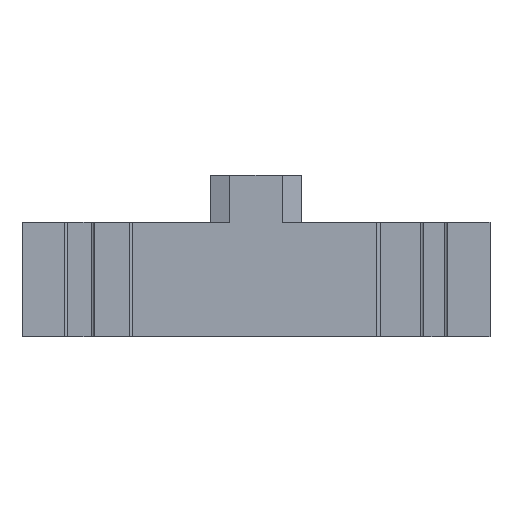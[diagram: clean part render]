
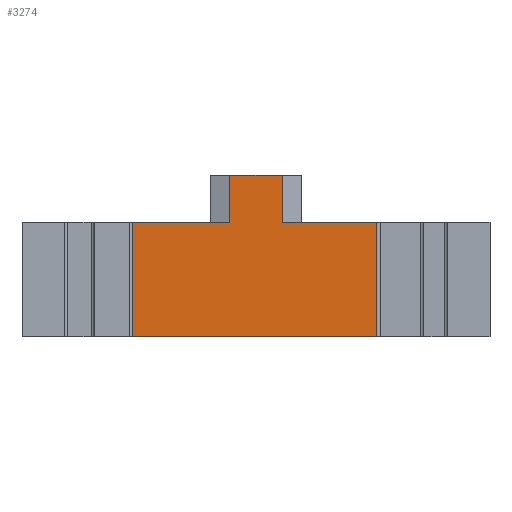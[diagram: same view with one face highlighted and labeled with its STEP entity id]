
A CAD part, front view. The second image highlights one B-rep face of the part: STEP entity #3274.
In plain terms, the highlighted planar face has unit normal (0, -1, 0).
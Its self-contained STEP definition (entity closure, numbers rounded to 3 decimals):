
#32 = PLANE('',#33);
#33 = AXIS2_PLACEMENT_3D('',#34,#35,#36);
#34 = CARTESIAN_POINT('',(15.9,-20.,-5.5));
#35 = DIRECTION('',(0.,0.,-1.));
#36 = DIRECTION('',(-1.,0.,0.));
#291 = VERTEX_POINT('',#292);
#292 = CARTESIAN_POINT('',(8.2,-19.9,-5.5));
#311 = CYLINDRICAL_SURFACE('',#312,0.2);
#312 = AXIS2_PLACEMENT_3D('',#313,#314,#315);
#313 = CARTESIAN_POINT('',(8.4,-19.9,-7.7));
#314 = DIRECTION('',(0.,0.,1.));
#315 = DIRECTION('',(0.,1.,0.));
#323 = EDGE_CURVE('',#324,#291,#326,.T.);
#324 = VERTEX_POINT('',#325);
#325 = CARTESIAN_POINT('',(-8.4,-19.9,-5.5));
#326 = SURFACE_CURVE('',#327,(#331,#338),.PCURVE_S1.);
#327 = LINE('',#328,#329);
#328 = CARTESIAN_POINT('',(12.,-19.9,-5.5));
#329 = VECTOR('',#330,1.);
#330 = DIRECTION('',(1.,0.,0.));
#331 = PCURVE('',#32,#332);
#332 = DEFINITIONAL_REPRESENTATION('',(#333),#337);
#333 = LINE('',#334,#335);
#334 = CARTESIAN_POINT('',(3.9,0.1));
#335 = VECTOR('',#336,1.);
#336 = DIRECTION('',(-1.,0.));
#337 = ( GEOMETRIC_REPRESENTATION_CONTEXT(2) 
PARAMETRIC_REPRESENTATION_CONTEXT() REPRESENTATION_CONTEXT('2D SPACE',''
  ) );
#338 = PCURVE('',#339,#344);
#339 = PLANE('',#340);
#340 = AXIS2_PLACEMENT_3D('',#341,#342,#343);
#341 = CARTESIAN_POINT('',(8.,-19.9,-7.7));
#342 = DIRECTION('',(0.,1.,0.));
#343 = DIRECTION('',(0.,0.,1.));
#344 = DEFINITIONAL_REPRESENTATION('',(#345),#349);
#345 = LINE('',#346,#347);
#346 = CARTESIAN_POINT('',(2.2,4.));
#347 = VECTOR('',#348,1.);
#348 = DIRECTION('',(0.,1.));
#349 = ( GEOMETRIC_REPRESENTATION_CONTEXT(2) 
PARAMETRIC_REPRESENTATION_CONTEXT() REPRESENTATION_CONTEXT('2D SPACE',''
  ) );
#367 = PLANE('',#368);
#368 = AXIS2_PLACEMENT_3D('',#369,#370,#371);
#369 = CARTESIAN_POINT('',(-8.4,-19.1,2.3));
#370 = DIRECTION('',(-1.,0.,0.));
#371 = DIRECTION('',(0.,-1.,0.));
#2603 = PLANE('',#2604);
#2604 = AXIS2_PLACEMENT_3D('',#2605,#2606,#2607);
#2605 = CARTESIAN_POINT('',(-15.9,-20.,2.3));
#2606 = DIRECTION('',(0.,0.,1.));
#2607 = DIRECTION('',(1.,0.,-0.));
#3229 = VERTEX_POINT('',#3230);
#3230 = CARTESIAN_POINT('',(8.2,-19.9,2.3));
#3254 = EDGE_CURVE('',#291,#3229,#3255,.T.);
#3255 = SURFACE_CURVE('',#3256,(#3260,#3267),.PCURVE_S1.);
#3256 = LINE('',#3257,#3258);
#3257 = CARTESIAN_POINT('',(8.2,-19.9,-7.7));
#3258 = VECTOR('',#3259,1.);
#3259 = DIRECTION('',(0.,0.,1.));
#3260 = PCURVE('',#311,#3261);
#3261 = DEFINITIONAL_REPRESENTATION('',(#3262),#3266);
#3262 = LINE('',#3263,#3264);
#3263 = CARTESIAN_POINT('',(7.854,0.));
#3264 = VECTOR('',#3265,1.);
#3265 = DIRECTION('',(0.,1.));
#3266 = ( GEOMETRIC_REPRESENTATION_CONTEXT(2) 
PARAMETRIC_REPRESENTATION_CONTEXT() REPRESENTATION_CONTEXT('2D SPACE',''
  ) );
#3267 = PCURVE('',#339,#3268);
#3268 = DEFINITIONAL_REPRESENTATION('',(#3269),#3273);
#3269 = LINE('',#3270,#3271);
#3270 = CARTESIAN_POINT('',(0.,0.2));
#3271 = VECTOR('',#3272,1.);
#3272 = DIRECTION('',(1.,0.));
#3273 = ( GEOMETRIC_REPRESENTATION_CONTEXT(2) 
PARAMETRIC_REPRESENTATION_CONTEXT() REPRESENTATION_CONTEXT('2D SPACE',''
  ) );
#3274 = ADVANCED_FACE('',(#3275),#339,.F.);
#3275 = FACE_BOUND('',#3276,.F.);
#3276 = EDGE_LOOP('',(#3277,#3278,#3301,#3329,#3357,#3385,#3413,#3434));
#3277 = ORIENTED_EDGE('',*,*,#323,.F.);
#3278 = ORIENTED_EDGE('',*,*,#3279,.T.);
#3279 = EDGE_CURVE('',#324,#3280,#3282,.T.);
#3280 = VERTEX_POINT('',#3281);
#3281 = CARTESIAN_POINT('',(-8.4,-19.9,2.3));
#3282 = SURFACE_CURVE('',#3283,(#3287,#3294),.PCURVE_S1.);
#3283 = LINE('',#3284,#3285);
#3284 = CARTESIAN_POINT('',(-8.4,-19.9,-1.6));
#3285 = VECTOR('',#3286,1.);
#3286 = DIRECTION('',(0.,-0.,1.));
#3287 = PCURVE('',#339,#3288);
#3288 = DEFINITIONAL_REPRESENTATION('',(#3289),#3293);
#3289 = LINE('',#3290,#3291);
#3290 = CARTESIAN_POINT('',(6.1,-16.4));
#3291 = VECTOR('',#3292,1.);
#3292 = DIRECTION('',(1.,0.));
#3293 = ( GEOMETRIC_REPRESENTATION_CONTEXT(2) 
PARAMETRIC_REPRESENTATION_CONTEXT() REPRESENTATION_CONTEXT('2D SPACE',''
  ) );
#3294 = PCURVE('',#367,#3295);
#3295 = DEFINITIONAL_REPRESENTATION('',(#3296),#3300);
#3296 = LINE('',#3297,#3298);
#3297 = CARTESIAN_POINT('',(0.8,-3.9));
#3298 = VECTOR('',#3299,1.);
#3299 = DIRECTION('',(0.,1.));
#3300 = ( GEOMETRIC_REPRESENTATION_CONTEXT(2) 
PARAMETRIC_REPRESENTATION_CONTEXT() REPRESENTATION_CONTEXT('2D SPACE',''
  ) );
#3301 = ORIENTED_EDGE('',*,*,#3302,.F.);
#3302 = EDGE_CURVE('',#3303,#3280,#3305,.T.);
#3303 = VERTEX_POINT('',#3304);
#3304 = CARTESIAN_POINT('',(-1.8,-19.9,2.3));
#3305 = SURFACE_CURVE('',#3306,(#3310,#3317),.PCURVE_S1.);
#3306 = LINE('',#3307,#3308);
#3307 = CARTESIAN_POINT('',(12.8,-19.9,2.3));
#3308 = VECTOR('',#3309,1.);
#3309 = DIRECTION('',(-1.,0.,0.));
#3310 = PCURVE('',#339,#3311);
#3311 = DEFINITIONAL_REPRESENTATION('',(#3312),#3316);
#3312 = LINE('',#3313,#3314);
#3313 = CARTESIAN_POINT('',(10.,4.8));
#3314 = VECTOR('',#3315,1.);
#3315 = DIRECTION('',(0.,-1.));
#3316 = ( GEOMETRIC_REPRESENTATION_CONTEXT(2) 
PARAMETRIC_REPRESENTATION_CONTEXT() REPRESENTATION_CONTEXT('2D SPACE',''
  ) );
#3317 = PCURVE('',#3318,#3323);
#3318 = PLANE('',#3319);
#3319 = AXIS2_PLACEMENT_3D('',#3320,#3321,#3322);
#3320 = CARTESIAN_POINT('',(-15.9,-20.,2.3));
#3321 = DIRECTION('',(0.,0.,1.));
#3322 = DIRECTION('',(1.,0.,-0.));
#3323 = DEFINITIONAL_REPRESENTATION('',(#3324),#3328);
#3324 = LINE('',#3325,#3326);
#3325 = CARTESIAN_POINT('',(28.7,0.1));
#3326 = VECTOR('',#3327,1.);
#3327 = DIRECTION('',(-1.,0.));
#3328 = ( GEOMETRIC_REPRESENTATION_CONTEXT(2) 
PARAMETRIC_REPRESENTATION_CONTEXT() REPRESENTATION_CONTEXT('2D SPACE',''
  ) );
#3329 = ORIENTED_EDGE('',*,*,#3330,.F.);
#3330 = EDGE_CURVE('',#3331,#3303,#3333,.T.);
#3331 = VERTEX_POINT('',#3332);
#3332 = CARTESIAN_POINT('',(-1.8,-19.9,5.5));
#3333 = SURFACE_CURVE('',#3334,(#3338,#3345),.PCURVE_S1.);
#3334 = LINE('',#3335,#3336);
#3335 = CARTESIAN_POINT('',(-1.8,-19.9,2.3));
#3336 = VECTOR('',#3337,1.);
#3337 = DIRECTION('',(0.,0.,-1.));
#3338 = PCURVE('',#339,#3339);
#3339 = DEFINITIONAL_REPRESENTATION('',(#3340),#3344);
#3340 = LINE('',#3341,#3342);
#3341 = CARTESIAN_POINT('',(10.,-9.8));
#3342 = VECTOR('',#3343,1.);
#3343 = DIRECTION('',(-1.,0.));
#3344 = ( GEOMETRIC_REPRESENTATION_CONTEXT(2) 
PARAMETRIC_REPRESENTATION_CONTEXT() REPRESENTATION_CONTEXT('2D SPACE',''
  ) );
#3345 = PCURVE('',#3346,#3351);
#3346 = PLANE('',#3347);
#3347 = AXIS2_PLACEMENT_3D('',#3348,#3349,#3350);
#3348 = CARTESIAN_POINT('',(-1.8,-20.,2.3));
#3349 = DIRECTION('',(-1.,0.,0.));
#3350 = DIRECTION('',(0.,0.,1.));
#3351 = DEFINITIONAL_REPRESENTATION('',(#3352),#3356);
#3352 = LINE('',#3353,#3354);
#3353 = CARTESIAN_POINT('',(0.,0.1));
#3354 = VECTOR('',#3355,1.);
#3355 = DIRECTION('',(-1.,0.));
#3356 = ( GEOMETRIC_REPRESENTATION_CONTEXT(2) 
PARAMETRIC_REPRESENTATION_CONTEXT() REPRESENTATION_CONTEXT('2D SPACE',''
  ) );
#3357 = ORIENTED_EDGE('',*,*,#3358,.F.);
#3358 = EDGE_CURVE('',#3359,#3331,#3361,.T.);
#3359 = VERTEX_POINT('',#3360);
#3360 = CARTESIAN_POINT('',(1.8,-19.9,5.5));
#3361 = SURFACE_CURVE('',#3362,(#3366,#3373),.PCURVE_S1.);
#3362 = LINE('',#3363,#3364);
#3363 = CARTESIAN_POINT('',(3.1,-19.9,5.5));
#3364 = VECTOR('',#3365,1.);
#3365 = DIRECTION('',(-1.,0.,0.));
#3366 = PCURVE('',#339,#3367);
#3367 = DEFINITIONAL_REPRESENTATION('',(#3368),#3372);
#3368 = LINE('',#3369,#3370);
#3369 = CARTESIAN_POINT('',(13.2,-4.9));
#3370 = VECTOR('',#3371,1.);
#3371 = DIRECTION('',(0.,-1.));
#3372 = ( GEOMETRIC_REPRESENTATION_CONTEXT(2) 
PARAMETRIC_REPRESENTATION_CONTEXT() REPRESENTATION_CONTEXT('2D SPACE',''
  ) );
#3373 = PCURVE('',#3374,#3379);
#3374 = PLANE('',#3375);
#3375 = AXIS2_PLACEMENT_3D('',#3376,#3377,#3378);
#3376 = CARTESIAN_POINT('',(-1.8,-20.,5.5));
#3377 = DIRECTION('',(0.,0.,1.));
#3378 = DIRECTION('',(1.,0.,-0.));
#3379 = DEFINITIONAL_REPRESENTATION('',(#3380),#3384);
#3380 = LINE('',#3381,#3382);
#3381 = CARTESIAN_POINT('',(4.9,0.1));
#3382 = VECTOR('',#3383,1.);
#3383 = DIRECTION('',(-1.,0.));
#3384 = ( GEOMETRIC_REPRESENTATION_CONTEXT(2) 
PARAMETRIC_REPRESENTATION_CONTEXT() REPRESENTATION_CONTEXT('2D SPACE',''
  ) );
#3385 = ORIENTED_EDGE('',*,*,#3386,.F.);
#3386 = EDGE_CURVE('',#3387,#3359,#3389,.T.);
#3387 = VERTEX_POINT('',#3388);
#3388 = CARTESIAN_POINT('',(1.8,-19.9,2.3));
#3389 = SURFACE_CURVE('',#3390,(#3394,#3401),.PCURVE_S1.);
#3390 = LINE('',#3391,#3392);
#3391 = CARTESIAN_POINT('',(1.8,-19.9,3.9));
#3392 = VECTOR('',#3393,1.);
#3393 = DIRECTION('',(-0.,0.,1.));
#3394 = PCURVE('',#339,#3395);
#3395 = DEFINITIONAL_REPRESENTATION('',(#3396),#3400);
#3396 = LINE('',#3397,#3398);
#3397 = CARTESIAN_POINT('',(11.6,-6.2));
#3398 = VECTOR('',#3399,1.);
#3399 = DIRECTION('',(1.,0.));
#3400 = ( GEOMETRIC_REPRESENTATION_CONTEXT(2) 
PARAMETRIC_REPRESENTATION_CONTEXT() REPRESENTATION_CONTEXT('2D SPACE',''
  ) );
#3401 = PCURVE('',#3402,#3407);
#3402 = PLANE('',#3403);
#3403 = AXIS2_PLACEMENT_3D('',#3404,#3405,#3406);
#3404 = CARTESIAN_POINT('',(1.8,-20.,5.5));
#3405 = DIRECTION('',(1.,-0.,0.));
#3406 = DIRECTION('',(0.,0.,-1.));
#3407 = DEFINITIONAL_REPRESENTATION('',(#3408),#3412);
#3408 = LINE('',#3409,#3410);
#3409 = CARTESIAN_POINT('',(1.6,0.1));
#3410 = VECTOR('',#3411,1.);
#3411 = DIRECTION('',(-1.,0.));
#3412 = ( GEOMETRIC_REPRESENTATION_CONTEXT(2) 
PARAMETRIC_REPRESENTATION_CONTEXT() REPRESENTATION_CONTEXT('2D SPACE',''
  ) );
#3413 = ORIENTED_EDGE('',*,*,#3414,.F.);
#3414 = EDGE_CURVE('',#3229,#3387,#3415,.T.);
#3415 = SURFACE_CURVE('',#3416,(#3420,#3427),.PCURVE_S1.);
#3416 = LINE('',#3417,#3418);
#3417 = CARTESIAN_POINT('',(12.8,-19.9,2.3));
#3418 = VECTOR('',#3419,1.);
#3419 = DIRECTION('',(-1.,0.,0.));
#3420 = PCURVE('',#339,#3421);
#3421 = DEFINITIONAL_REPRESENTATION('',(#3422),#3426);
#3422 = LINE('',#3423,#3424);
#3423 = CARTESIAN_POINT('',(10.,4.8));
#3424 = VECTOR('',#3425,1.);
#3425 = DIRECTION('',(0.,-1.));
#3426 = ( GEOMETRIC_REPRESENTATION_CONTEXT(2) 
PARAMETRIC_REPRESENTATION_CONTEXT() REPRESENTATION_CONTEXT('2D SPACE',''
  ) );
#3427 = PCURVE('',#2603,#3428);
#3428 = DEFINITIONAL_REPRESENTATION('',(#3429),#3433);
#3429 = LINE('',#3430,#3431);
#3430 = CARTESIAN_POINT('',(28.7,0.1));
#3431 = VECTOR('',#3432,1.);
#3432 = DIRECTION('',(-1.,0.));
#3433 = ( GEOMETRIC_REPRESENTATION_CONTEXT(2) 
PARAMETRIC_REPRESENTATION_CONTEXT() REPRESENTATION_CONTEXT('2D SPACE',''
  ) );
#3434 = ORIENTED_EDGE('',*,*,#3254,.F.);
